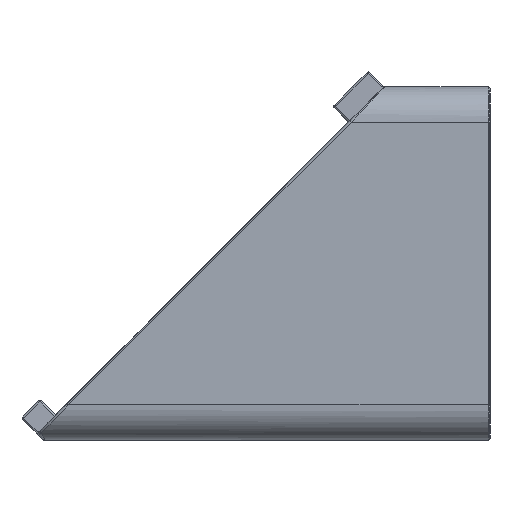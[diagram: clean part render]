
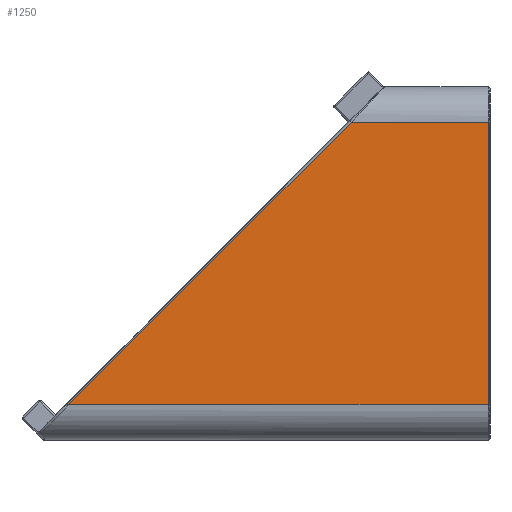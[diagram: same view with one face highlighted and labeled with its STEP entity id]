
A CAD part, left-side view. The second image highlights one B-rep face of the part: STEP entity #1250.
In plain terms, the highlighted planar face has unit normal (-1, 0, 0).
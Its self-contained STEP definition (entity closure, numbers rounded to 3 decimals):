
#295 = DIRECTION ( 'NONE',  ( 0., 1., 0. ) ) ;
#772 = LINE ( 'NONE', #5784, #7731 ) ;
#985 = DIRECTION ( 'NONE',  ( 0., 0., -1. ) ) ;
#1250 = ADVANCED_FACE ( 'NONE', ( #5934 ), #2430, .F. ) ;
#1437 = DIRECTION ( 'NONE',  ( 0., -1., 0. ) ) ;
#1440 = VECTOR ( 'NONE', #1437, 1000. ) ;
#2430 = PLANE ( 'NONE',  #6543 ) ;
#3108 = DIRECTION ( 'NONE',  ( 0., -1., 0. ) ) ;
#3535 = EDGE_CURVE ( 'NONE', #5035, #9650, #9575, .T. ) ;
#3645 = CARTESIAN_POINT ( 'NONE',  ( -40., 0.2, 16. ) ) ;
#3649 = CARTESIAN_POINT ( 'NONE',  ( -40., 52., 16. ) ) ;
#4304 = ORIENTED_EDGE ( 'NONE', *, *, #13402, .T. ) ;
#4835 = EDGE_LOOP ( 'NONE', ( #10434, #5647, #4304, #12006 ) ) ;
#4848 = CARTESIAN_POINT ( 'NONE',  ( -40., 0.2, -16. ) ) ;
#5035 = VERTEX_POINT ( 'NONE', #8863 ) ;
#5612 = VERTEX_POINT ( 'NONE', #3645 ) ;
#5647 = ORIENTED_EDGE ( 'NONE', *, *, #3535, .F. ) ;
#5784 = CARTESIAN_POINT ( 'NONE',  ( -40., 0.2, 16. ) ) ;
#5934 = FACE_OUTER_BOUND ( 'NONE', #4835, .T. ) ;
#6007 = CARTESIAN_POINT ( 'NONE',  ( -40., 52., -16. ) ) ;
#6543 = AXIS2_PLACEMENT_3D ( 'NONE', #3649, #10639, #295 ) ;
#7146 = LINE ( 'NONE', #6007, #1440 ) ;
#7603 = EDGE_CURVE ( 'NONE', #5612, #12802, #772, .T. ) ;
#7731 = VECTOR ( 'NONE', #985, 1000. ) ;
#8195 = VECTOR ( 'NONE', #3108, 1000. ) ;
#8863 = CARTESIAN_POINT ( 'NONE',  ( -40., 47.717, -16. ) ) ;
#8881 = EDGE_CURVE ( 'NONE', #9650, #5612, #12323, .T. ) ;
#9575 = LINE ( 'NONE', #13920, #10339 ) ;
#9650 = VERTEX_POINT ( 'NONE', #12575 ) ;
#10339 = VECTOR ( 'NONE', #14896, 1000. ) ;
#10434 = ORIENTED_EDGE ( 'NONE', *, *, #8881, .F. ) ;
#10639 = DIRECTION ( 'NONE',  ( 1., 0., 0. ) ) ;
#12006 = ORIENTED_EDGE ( 'NONE', *, *, #7603, .F. ) ;
#12323 = LINE ( 'NONE', #12536, #8195 ) ;
#12536 = CARTESIAN_POINT ( 'NONE',  ( -40., 52., 16. ) ) ;
#12575 = CARTESIAN_POINT ( 'NONE',  ( -40., 15.717, 16. ) ) ;
#12802 = VERTEX_POINT ( 'NONE', #4848 ) ;
#13402 = EDGE_CURVE ( 'NONE', #5035, #12802, #7146, .T. ) ;
#13920 = CARTESIAN_POINT ( 'NONE',  ( -40., 33.859, -2.141 ) ) ;
#14896 = DIRECTION ( 'NONE',  ( 0., -0.707, 0.707 ) ) ;
